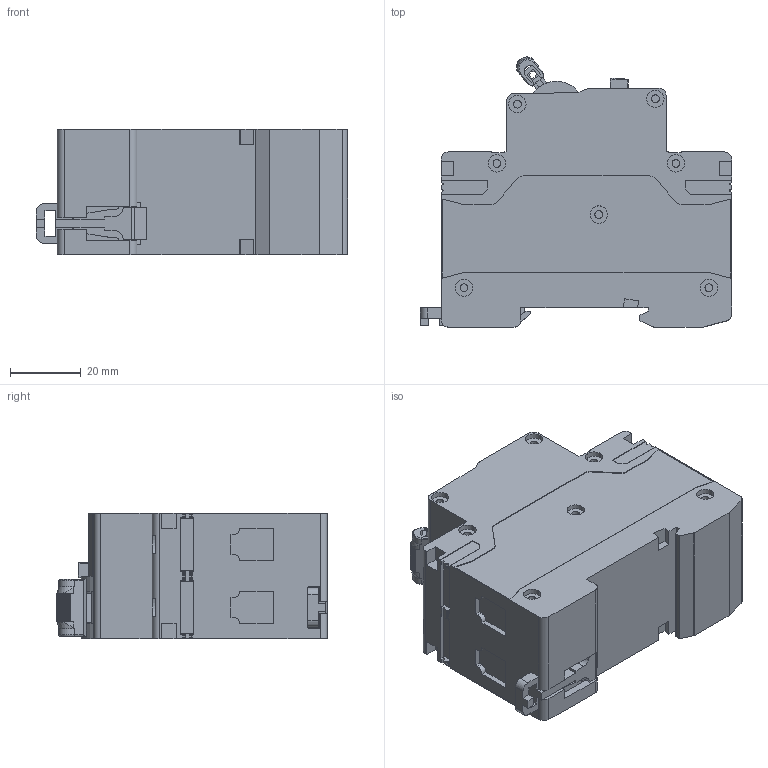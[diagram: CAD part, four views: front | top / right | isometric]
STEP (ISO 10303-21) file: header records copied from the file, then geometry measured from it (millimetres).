
FILE_DESCRIPTION (( 'STEP AP214' ), '1' );
FILE_NAME ('蚡鰍 KARAT (LENA).STEP', '2024-12-19T13:06:21', ( '' ), ( '' ), 'SwSTEP 2.0', 'SolidWorks 2022', '' );
FILE_SCHEMA (( 'AUTOMOTIVE_DESIGN' ));
Length unit declared in the file: millimetre
Products named in the file (1): УЗДП KARAT (LENA)
Bounding box: 87.89 x 76.44 x 35.6 mm (x, y, z)
Volume: 162063.1 mm3; surface area: 24137 mm2
Topology: 1 solids, 3 shells, 886 faces, 2427 edges, 1602 vertices
Faces by surface type: plane 605, cylinder 222, cone 23, bspline 18, torus 14, sphere 4
Entity records: 39202 total; most frequent: CARTESIAN_POINT 6735, ORIENTED_EDGE 4846, DIRECTION 4576, EDGE_CURVE 2423, VECTOR 1766, LINE 1766, VERTEX_POINT 1602, AXIS2_PLACEMENT_3D 1405
